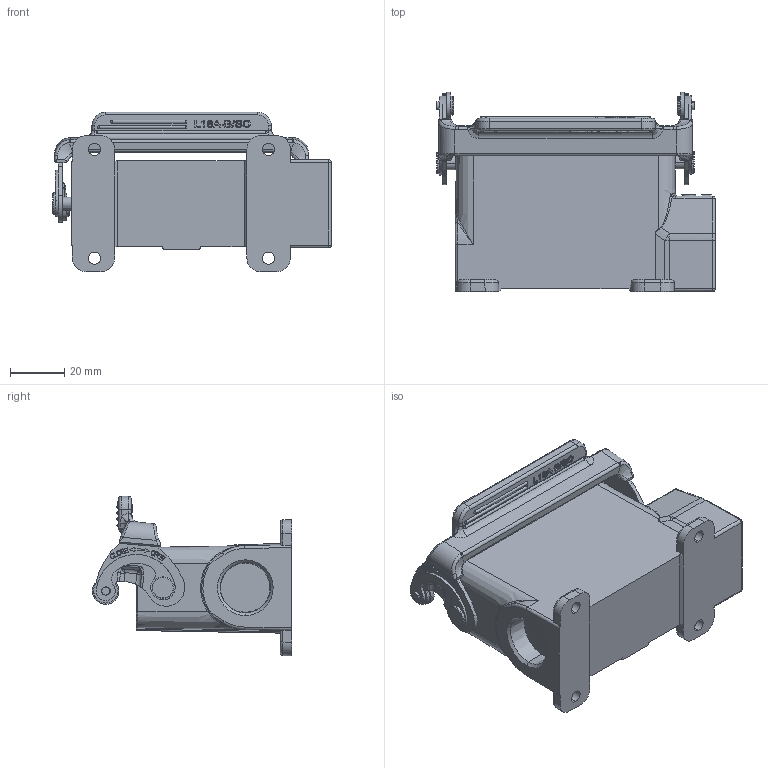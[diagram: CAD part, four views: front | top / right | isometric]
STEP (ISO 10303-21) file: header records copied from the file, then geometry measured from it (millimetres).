
FILE_DESCRIPTION((''),'2;1');
FILE_NAME('PRT0014','2024-01-27T',('11539'),(''),'PRO/ENGINEER BY PARAMETRIC TECHNOLOGY CORPORATION, 2012480','PRO/ENGINEER BY PARAMETRIC TECHNOLOGY CORPORATION, 2012480','');
FILE_SCHEMA(('CONFIG_CONTROL_DESIGN'));
Length unit declared in the file: millimetre
Products named in the file (1): PRT0014
Bounding box: 102.35 x 73.2 x 58.61 mm (x, y, z)
Volume: 76399.3 mm3; surface area: 39718.6 mm2
Topology: 1 solids, 1 shells, 1098 faces, 2957 edges, 1910 vertices
Faces by surface type: plane 437, cylinder 278, extrusion 149, bspline 113, torus 48, cone 44, sphere 29
Entity records: 42015 total; most frequent: CARTESIAN_POINT 15794, ORIENTED_EDGE 5848, DIRECTION 4741, EDGE_CURVE 2924, VERTEX_POINT 1910, VECTOR 1603, AXIS2_PLACEMENT_3D 1569, LINE 1454
